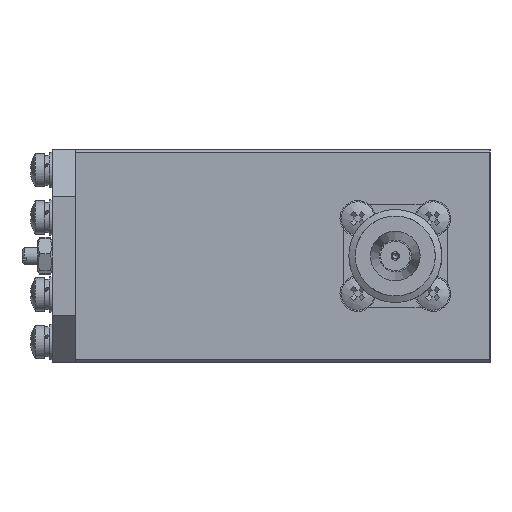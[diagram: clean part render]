
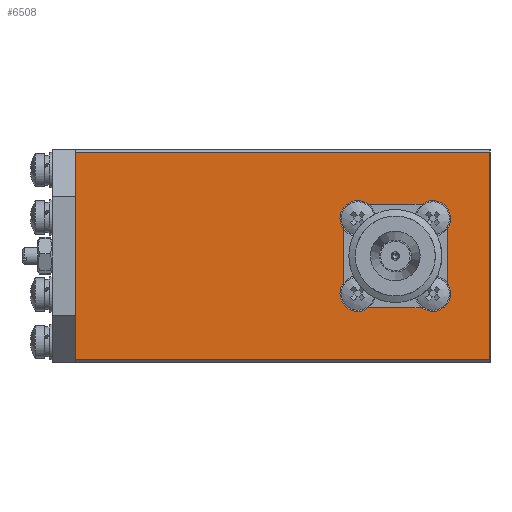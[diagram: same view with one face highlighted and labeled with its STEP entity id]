
A CAD part, left-side view. The second image highlights one B-rep face of the part: STEP entity #6508.
In plain terms, the highlighted planar face has unit normal (-1, 0, 0).
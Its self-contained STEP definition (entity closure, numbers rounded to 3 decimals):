
#6508=ADVANCED_FACE('',(#22462,#22464),#22466,.F.);
#22462=FACE_BOUND('',#22463,.T.);
#22463=EDGE_LOOP('',(#36622,#36623,#36624,#36625));
#22464=FACE_BOUND('',#22465,.T.);
#22465=EDGE_LOOP('',(#36626,#36627,#36628,#36629,#36630,#36631,#36632,#36633));
#22466=PLANE('',#22467);
#22467=AXIS2_PLACEMENT_3D('',#22468,#22469,#22470);
#22468=CARTESIAN_POINT('',(-70.5,70.,18.));
#22469=DIRECTION('',(1.,-0.,0.));
#22470=DIRECTION('',(0.,0.,-1.));
#36622=ORIENTED_EDGE('',*,*,#43829,.T.);
#36623=ORIENTED_EDGE('',*,*,#43812,.T.);
#36624=ORIENTED_EDGE('',*,*,#43830,.T.);
#36625=ORIENTED_EDGE('',*,*,#43814,.F.);
#36626=ORIENTED_EDGE('',*,*,#43831,.F.);
#36627=ORIENTED_EDGE('',*,*,#43832,.F.);
#36628=ORIENTED_EDGE('',*,*,#43833,.F.);
#36629=ORIENTED_EDGE('',*,*,#43834,.T.);
#36630=ORIENTED_EDGE('',*,*,#43835,.T.);
#36631=ORIENTED_EDGE('',*,*,#43836,.T.);
#36632=ORIENTED_EDGE('',*,*,#43837,.T.);
#36633=ORIENTED_EDGE('',*,*,#43838,.F.);
#43812=EDGE_CURVE('',#49537,#49535,#49538,.T.);
#43814=EDGE_CURVE('',#49540,#49541,#49542,.T.);
#43829=EDGE_CURVE('',#49540,#49537,#49569,.T.);
#43830=EDGE_CURVE('',#49535,#49541,#49570,.T.);
#43831=EDGE_CURVE('',#49571,#49572,#49573,.T.);
#43832=EDGE_CURVE('',#49574,#49571,#49575,.T.);
#43833=EDGE_CURVE('',#49576,#49574,#49577,.T.);
#43834=EDGE_CURVE('',#49576,#49578,#49579,.T.);
#43835=EDGE_CURVE('',#49578,#49580,#49581,.T.);
#43836=EDGE_CURVE('',#49580,#49582,#49583,.T.);
#43837=EDGE_CURVE('',#49582,#49584,#49585,.T.);
#43838=EDGE_CURVE('',#49572,#49584,#49586,.T.);
#49535=VERTEX_POINT('',#71574);
#49537=VERTEX_POINT('',#71578);
#49538=LINE('',#71579,#71580);
#49540=VERTEX_POINT('',#71585);
#49541=VERTEX_POINT('',#71586);
#49542=LINE('',#71587,#71588);
#49569=LINE('',#71648,#71649);
#49570=LINE('',#71651,#71652);
#49571=VERTEX_POINT('',#71654);
#49572=VERTEX_POINT('',#71655);
#49573=LINE('',#71656,#71657);
#49574=VERTEX_POINT('',#71659);
#49575=LINE('',#71660,#71661);
#49576=VERTEX_POINT('',#71663);
#49577=LINE('',#71664,#71665);
#49578=VERTEX_POINT('',#71667);
#49579=LINE('',#71668,#71669);
#49580=VERTEX_POINT('',#71671);
#49581=LINE('',#71672,#71673);
#49582=VERTEX_POINT('',#71675);
#49583=LINE('',#71676,#71677);
#49584=VERTEX_POINT('',#71679);
#49585=LINE('',#71680,#71681);
#49586=LINE('',#71683,#71684);
#71574=CARTESIAN_POINT('',(-70.5,0.,17.5));
#71578=CARTESIAN_POINT('',(-70.5,0.,-17.5));
#71579=CARTESIAN_POINT('',(-70.5,0.,-17.5));
#71580=VECTOR('',#71581,1.);
#71581=DIRECTION('',(0.,0.,1.));
#71585=CARTESIAN_POINT('',(-70.5,70.,-17.5));
#71586=CARTESIAN_POINT('',(-70.5,70.,17.5));
#71587=CARTESIAN_POINT('',(-70.5,70.,-17.5));
#71588=VECTOR('',#71589,1.);
#71589=DIRECTION('',(0.,0.,1.));
#71648=CARTESIAN_POINT('',(-70.5,70.,-17.5));
#71649=VECTOR('',#71650,1.);
#71650=DIRECTION('',(0.,-1.,0.));
#71651=CARTESIAN_POINT('',(-70.5,0.,17.5));
#71652=VECTOR('',#71653,1.);
#71653=DIRECTION('',(0.,1.,0.));
#71654=CARTESIAN_POINT('',(-70.5,7.25,-7.25));
#71655=CARTESIAN_POINT('',(-70.5,7.25,7.25));
#71656=CARTESIAN_POINT('',(-70.5,7.25,-7.25));
#71657=VECTOR('',#71658,1.);
#71658=DIRECTION('',(0.,0.,1.));
#71659=CARTESIAN_POINT('',(-70.5,8.75,-8.75));
#71660=CARTESIAN_POINT('',(-70.5,8.75,-8.75));
#71661=VECTOR('',#71662,1.);
#71662=DIRECTION('',(0.,-0.707,0.707));
#71663=CARTESIAN_POINT('',(-70.5,23.25,-8.75));
#71664=CARTESIAN_POINT('',(-70.5,23.25,-8.75));
#71665=VECTOR('',#71666,1.);
#71666=DIRECTION('',(0.,-1.,0.));
#71667=CARTESIAN_POINT('',(-70.5,24.75,-7.25));
#71668=CARTESIAN_POINT('',(-70.5,23.25,-8.75));
#71669=VECTOR('',#71670,1.);
#71670=DIRECTION('',(0.,0.707,0.707));
#71671=CARTESIAN_POINT('',(-70.5,24.75,7.25));
#71672=CARTESIAN_POINT('',(-70.5,24.75,-7.25));
#71673=VECTOR('',#71674,1.);
#71674=DIRECTION('',(0.,0.,1.));
#71675=CARTESIAN_POINT('',(-70.5,23.25,8.75));
#71676=CARTESIAN_POINT('',(-70.5,24.75,7.25));
#71677=VECTOR('',#71678,1.);
#71678=DIRECTION('',(0.,-0.707,0.707));
#71679=CARTESIAN_POINT('',(-70.5,8.75,8.75));
#71680=CARTESIAN_POINT('',(-70.5,23.25,8.75));
#71681=VECTOR('',#71682,1.);
#71682=DIRECTION('',(0.,-1.,0.));
#71683=CARTESIAN_POINT('',(-70.5,7.25,7.25));
#71684=VECTOR('',#71685,1.);
#71685=DIRECTION('',(0.,0.707,0.707));
